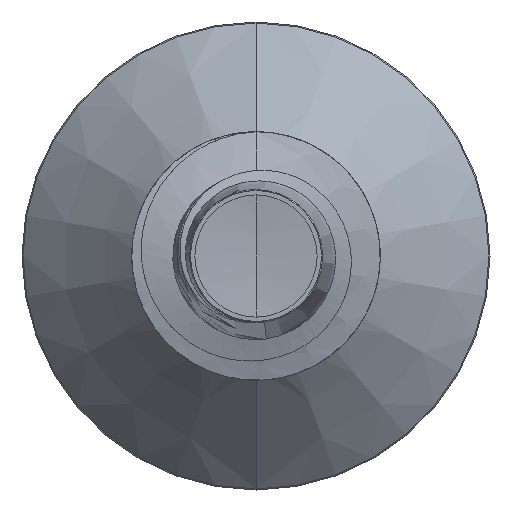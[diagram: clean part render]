
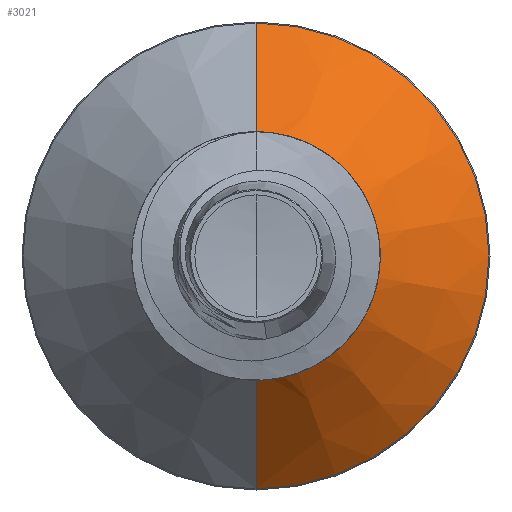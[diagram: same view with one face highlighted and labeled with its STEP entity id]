
A CAD part, front view. The second image highlights one B-rep face of the part: STEP entity #3021.
In plain terms, the highlighted conical face has half-angle 45 degrees and reference radius 2.744 mm.
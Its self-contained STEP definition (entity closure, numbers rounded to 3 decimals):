
#24 = DIRECTION ( 'NONE',  ( 0., 1., 0. ) ) ;
#2123 = CIRCLE ( 'NONE', #7505, 5.624 ) ;
#2153 = CONICAL_SURFACE ( 'NONE', #14556, 2.745, 0.785 ) ;
#3021 = ADVANCED_FACE ( 'NONE', ( #15742 ), #2153, .T. ) ;
#4318 = VERTEX_POINT ( 'NONE', #24878 ) ;
#6262 = ORIENTED_EDGE ( 'NONE', *, *, #13142, .T. ) ;
#6403 = EDGE_CURVE ( 'NONE', #15137, #4318, #2123, .T. ) ;
#6583 = CARTESIAN_POINT ( 'NONE',  ( 0., 26.245, 0. ) ) ;
#6654 = DIRECTION ( 'NONE',  ( 0., 1., 0. ) ) ;
#6745 = DIRECTION ( 'NONE',  ( 0., 0., 1. ) ) ;
#7505 = AXIS2_PLACEMENT_3D ( 'NONE', #13289, #12778, #12379 ) ;
#8876 = CIRCLE ( 'NONE', #20530, 2.745 ) ;
#9151 = VERTEX_POINT ( 'NONE', #9821 ) ;
#9821 = CARTESIAN_POINT ( 'NONE',  ( 0., 26.245, 2.745 ) ) ;
#11934 = LINE ( 'NONE', #23490, #26184 ) ;
#12185 = DIRECTION ( 'NONE',  ( 0., 0.707, -0.707 ) ) ;
#12379 = DIRECTION ( 'NONE',  ( 0., 0., 1. ) ) ;
#12778 = DIRECTION ( 'NONE',  ( 0., 1., 0. ) ) ;
#13091 = VECTOR ( 'NONE', #12185, 1000. ) ;
#13142 = EDGE_CURVE ( 'NONE', #27531, #4318, #18261, .T. ) ;
#13289 = CARTESIAN_POINT ( 'NONE',  ( 0., 29.124, 0. ) ) ;
#14556 = AXIS2_PLACEMENT_3D ( 'NONE', #6583, #6654, #6745 ) ;
#14862 = CARTESIAN_POINT ( 'NONE',  ( 0., 26.245, 0. ) ) ;
#15137 = VERTEX_POINT ( 'NONE', #25162 ) ;
#15742 = FACE_OUTER_BOUND ( 'NONE', #26356, .T. ) ;
#16288 = CARTESIAN_POINT ( 'NONE',  ( 0., 26.245, -2.745 ) ) ;
#16832 = DIRECTION ( 'NONE',  ( 0., 0., 1. ) ) ;
#17107 = EDGE_CURVE ( 'NONE', #9151, #15137, #11934, .T. ) ;
#17263 = CARTESIAN_POINT ( 'NONE',  ( 0., 26.245, -2.745 ) ) ;
#18261 = LINE ( 'NONE', #16288, #13091 ) ;
#19959 = EDGE_CURVE ( 'NONE', #9151, #27531, #8876, .T. ) ;
#20530 = AXIS2_PLACEMENT_3D ( 'NONE', #14862, #24, #16832 ) ;
#20573 = ORIENTED_EDGE ( 'NONE', *, *, #6403, .F. ) ;
#23490 = CARTESIAN_POINT ( 'NONE',  ( 0., 26.245, 2.745 ) ) ;
#24878 = CARTESIAN_POINT ( 'NONE',  ( 0., 29.124, -5.624 ) ) ;
#25162 = CARTESIAN_POINT ( 'NONE',  ( 0., 29.124, 5.624 ) ) ;
#26184 = VECTOR ( 'NONE', #27406, 1000. ) ;
#26356 = EDGE_LOOP ( 'NONE', ( #27059, #6262, #20573, #27744 ) ) ;
#27059 = ORIENTED_EDGE ( 'NONE', *, *, #19959, .T. ) ;
#27406 = DIRECTION ( 'NONE',  ( 0., 0.707, 0.707 ) ) ;
#27531 = VERTEX_POINT ( 'NONE', #17263 ) ;
#27744 = ORIENTED_EDGE ( 'NONE', *, *, #17107, .F. ) ;
